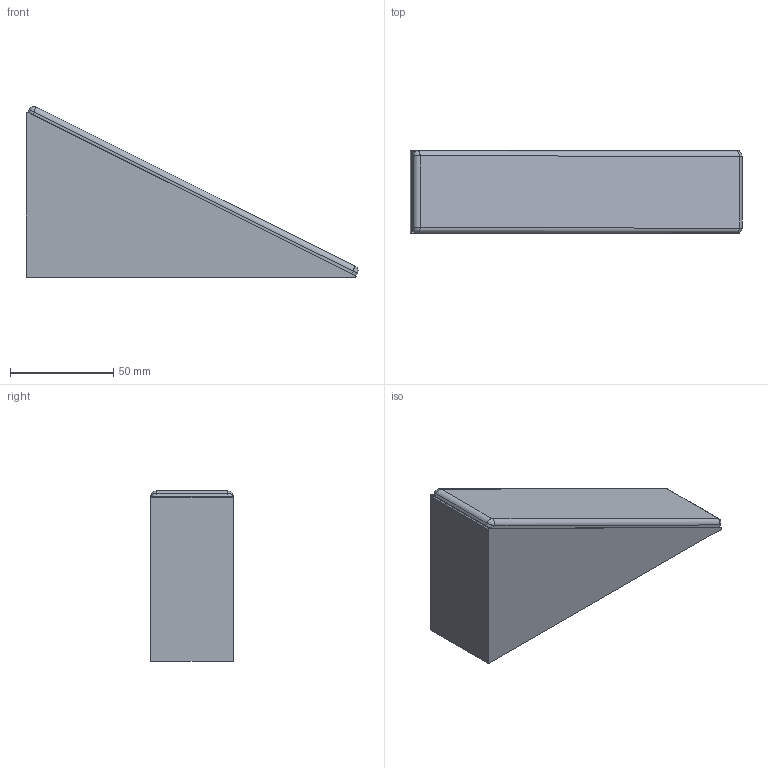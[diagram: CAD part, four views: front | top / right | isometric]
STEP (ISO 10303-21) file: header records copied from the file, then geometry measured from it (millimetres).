
FILE_DESCRIPTION (( 'STEP AP214' ), '1' );
FILE_NAME ('72683201', '2019-02-04T10:22:09', ( '' ), ('JUGARD+KÜNSTNER GmbH'), 'SwSTEP 2.0', 'SolidWorks 2017', '' );
FILE_SCHEMA (( 'AUTOMOTIVE_DESIGN' ));
Length unit declared in the file: millimetre
Products named in the file (1): 72683201_CNAJF00
Bounding box: 161.08 x 40 x 82.79 mm (x, y, z)
Volume: 287632.6 mm3; surface area: 31032.4 mm2
Topology: 1 solids, 1 shells, 30 faces, 71 edges, 40 vertices
Faces by surface type: plane 15, cylinder 10, bspline 5
Entity records: 1030 total; most frequent: CARTESIAN_POINT 214, DIRECTION 147, ORIENTED_EDGE 136, EDGE_CURVE 68, AXIS2_PLACEMENT_3D 53, VECTOR 41, LINE 41, VERTEX_POINT 40
